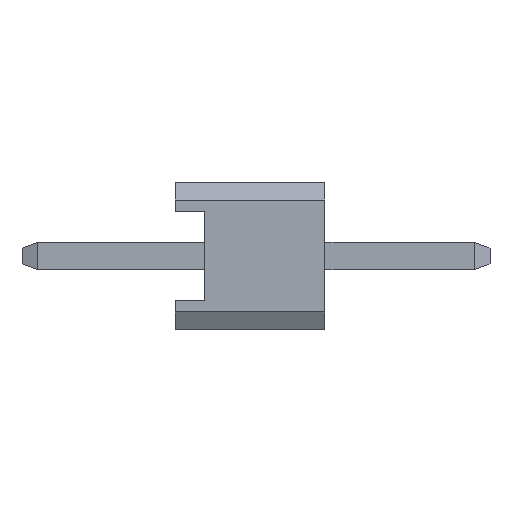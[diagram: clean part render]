
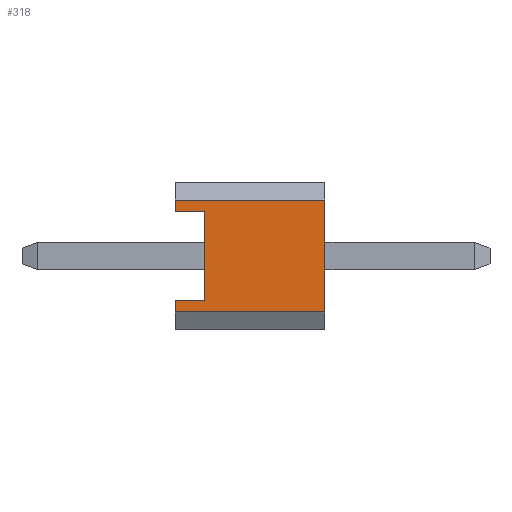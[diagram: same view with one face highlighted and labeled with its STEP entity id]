
A CAD part, left-side view. The second image highlights one B-rep face of the part: STEP entity #318.
In plain terms, the highlighted planar face has unit normal (-1, 0, 0).
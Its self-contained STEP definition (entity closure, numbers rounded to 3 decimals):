
#318=ADVANCED_FACE('',(#716),#717,.T.);
#716=FACE_OUTER_BOUND('',#1191,.T.);
#717=PLANE('',#1192);
#1191=EDGE_LOOP('',(#2101,#2102,#2103,#2104,#2105,#2106,#2107,#2108));
#1192=AXIS2_PLACEMENT_3D('',#2109,#2110,#2111);
#2101=ORIENTED_EDGE('',*,*,#2808,.T.);
#2102=ORIENTED_EDGE('',*,*,#2863,.F.);
#2103=ORIENTED_EDGE('',*,*,#3131,.T.);
#2104=ORIENTED_EDGE('',*,*,#3004,.T.);
#2105=ORIENTED_EDGE('',*,*,#3069,.F.);
#2106=ORIENTED_EDGE('',*,*,#2951,.F.);
#2107=ORIENTED_EDGE('',*,*,#3132,.T.);
#2108=ORIENTED_EDGE('',*,*,#3133,.T.);
#2109=CARTESIAN_POINT('',(-3.81,0.,0.));
#2110=DIRECTION('',(-1.0,-0.0,0.0));
#2111=DIRECTION('',(0.0,0.,-1.0));
#2808=EDGE_CURVE('',#3349,#3347,#3350,.T.);
#2863=EDGE_CURVE('',#3446,#3347,#3448,.T.);
#2951=EDGE_CURVE('',#3585,#3587,#3588,.T.);
#3004=EDGE_CURVE('',#3681,#3679,#3682,.T.);
#3069=EDGE_CURVE('',#3587,#3679,#3777,.T.);
#3131=EDGE_CURVE('',#3446,#3681,#3856,.T.);
#3132=EDGE_CURVE('',#3585,#3857,#3858,.T.);
#3133=EDGE_CURVE('',#3857,#3349,#3859,.T.);
#3347=VERTEX_POINT('',#4114);
#3349=VERTEX_POINT('',#4117);
#3350=LINE('',#4118,#4119);
#3446=VERTEX_POINT('',#4260);
#3448=LINE('',#4263,#4264);
#3585=VERTEX_POINT('',#4466);
#3587=VERTEX_POINT('',#4469);
#3588=LINE('',#4470,#4471);
#3679=VERTEX_POINT('',#4612);
#3681=VERTEX_POINT('',#4615);
#3682=LINE('',#4616,#4617);
#3777=LINE('',#4761,#4762);
#3856=LINE('',#4881,#4882);
#3857=VERTEX_POINT('',#4883);
#3858=LINE('',#4884,#4885);
#3859=LINE('',#4886,#4887);
#4114=CARTESIAN_POINT('',(-3.81,0.,-0.75));
#4117=CARTESIAN_POINT('',(-3.81,-0.5,-0.75));
#4118=CARTESIAN_POINT('',(-3.81,0.125,-0.75));
#4119=VECTOR('',#5178,1.0);
#4260=CARTESIAN_POINT('',(-3.81,0.,-0.95));
#4263=CARTESIAN_POINT('',(-3.81,0.,-0.95));
#4264=VECTOR('',#5225,1.0);
#4466=CARTESIAN_POINT('',(-3.81,0.,0.75));
#4469=CARTESIAN_POINT('',(-3.81,0.,0.95));
#4470=CARTESIAN_POINT('',(-3.81,0.,-0.95));
#4471=VECTOR('',#5292,1.0);
#4612=CARTESIAN_POINT('',(-3.81,-2.54,0.95));
#4615=CARTESIAN_POINT('',(-3.81,-2.54,-0.95));
#4616=CARTESIAN_POINT('',(-3.81,-2.54,-0.95));
#4617=VECTOR('',#5344,1.0);
#4761=CARTESIAN_POINT('',(-3.81,0.,0.95));
#4762=VECTOR('',#5394,1.0);
#4881=CARTESIAN_POINT('',(-3.81,0.,-0.95));
#4882=VECTOR('',#5435,1.0);
#4883=CARTESIAN_POINT('',(-3.81,-0.5,0.75));
#4884=CARTESIAN_POINT('',(-3.81,0.125,0.75));
#4885=VECTOR('',#5436,1.0);
#4886=CARTESIAN_POINT('',(-3.81,-0.5,0.));
#4887=VECTOR('',#5437,1.0);
#5178=DIRECTION('',(0.0,1.0,0.));
#5225=DIRECTION('',(0.0,0.,1.0));
#5292=DIRECTION('',(0.0,0.,1.0));
#5344=DIRECTION('',(0.0,0.,1.0));
#5394=DIRECTION('',(0.0,-1.0,0.));
#5435=DIRECTION('',(0.0,-1.0,0.));
#5436=DIRECTION('',(0.0,-1.0,0.));
#5437=DIRECTION('',(0.0,0.,-1.0));
